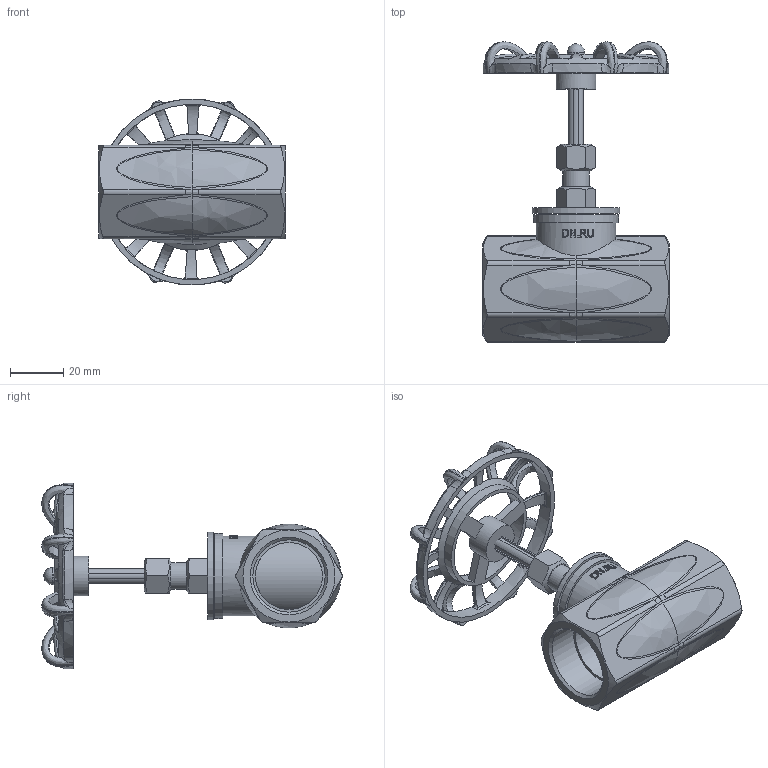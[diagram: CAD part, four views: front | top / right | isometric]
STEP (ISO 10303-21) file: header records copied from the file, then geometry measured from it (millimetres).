
FILE_DESCRIPTION(/* description */ (''),/* implementation_level */ '2;1');
FILE_NAME(/* name */ 'DN20_3D_STEP.stp',/* time_stamp */ '2024-12-23T08:58:45+03:00',/* author */ ('igorr'),/* organization */ (''),/* preprocessor_version */ 'ST-DEVELOPER v20',/* originating_system */ 'Autodesk Inventor 2025',/* authorisation */ '');
FILE_SCHEMA (('AUTOMOTIVE_DESIGN { 1 0 10303 214 3 1 1 }'));
Length unit declared in the file: millimetre
Products named in the file (4): Сборка; Деталь1; Деталь2; CNS 4473 - M 4
Assembly tree (3 placements, depth 2):
  Сборка
    Деталь1
    Деталь2
    CNS 4473 - M 4
Bounding box: 70 x 113.02 x 69.99 mm (x, y, z)
Volume: 76368.7 mm3; surface area: 28683.1 mm2
Topology: 3 solids, 3 shells, 456 faces, 1282 edges, 810 vertices
Faces by surface type: bspline 191, plane 136, cylinder 80, cone 38, torus 10, sphere 1
Full cylindrical faces by diameter (mm): 3.242 x1, 6.5 x1, 10.156 x1, 12.264 x1, 15 x1, 25.2 x2, 27.2 x2, 30 x1, 32 x1, 33 x1, 37 x1, 40 x1, 66 x1
Entity records: 25834 total; most frequent: CARTESIAN_POINT 15150, ORIENTED_EDGE 2550, DIRECTION 1491, EDGE_CURVE 1275, VERTEX_POINT 808, B_SPLINE_CURVE_WITH_KNOTS 614, AXIS2_PLACEMENT_3D 612, EDGE_LOOP 481
